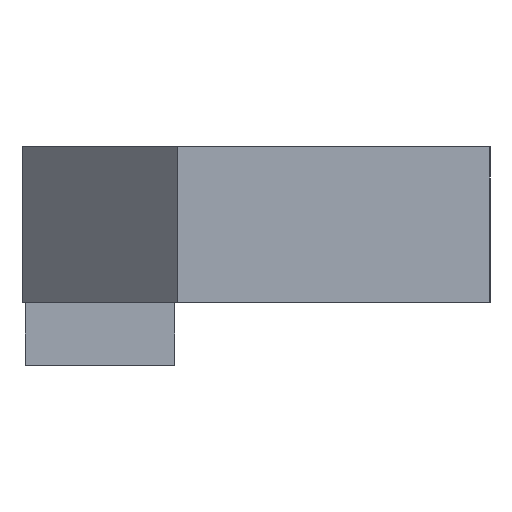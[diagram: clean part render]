
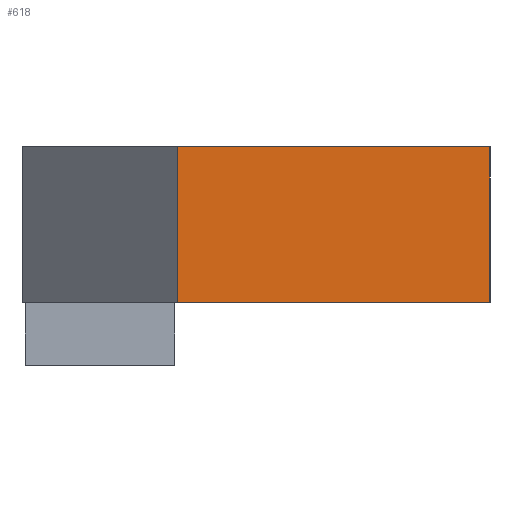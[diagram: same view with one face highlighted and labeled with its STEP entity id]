
A CAD part, left-side view. The second image highlights one B-rep face of the part: STEP entity #618.
In plain terms, the highlighted planar face has unit normal (-1, 0, 0).
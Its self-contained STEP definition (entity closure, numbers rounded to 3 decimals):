
#62 = VECTOR ( 'NONE', #250, 1000. ) ;
#120 = LINE ( 'NONE', #711, #931 ) ;
#201 = DIRECTION ( 'NONE',  ( 0., -1., 0. ) ) ;
#243 = ORIENTED_EDGE ( 'NONE', *, *, #1007, .F. ) ;
#250 = DIRECTION ( 'NONE',  ( 0., -1., 0. ) ) ;
#353 = VERTEX_POINT ( 'NONE', #454 ) ;
#388 = CARTESIAN_POINT ( 'NONE',  ( -90., 5., -2.5 ) ) ;
#454 = CARTESIAN_POINT ( 'NONE',  ( -90., -5., -2.5 ) ) ;
#479 = LINE ( 'NONE', #1057, #1054 ) ;
#487 = ORIENTED_EDGE ( 'NONE', *, *, #991, .T. ) ;
#545 = LINE ( 'NONE', #879, #796 ) ;
#587 = FACE_OUTER_BOUND ( 'NONE', #620, .T. ) ;
#602 = EDGE_CURVE ( 'NONE', #1099, #672, #989, .T. ) ;
#616 = CARTESIAN_POINT ( 'NONE',  ( -90., -5., 2.5 ) ) ;
#618 = ADVANCED_FACE ( 'NONE', ( #587 ), #764, .F. ) ;
#620 = EDGE_LOOP ( 'NONE', ( #794, #243, #891, #487 ) ) ;
#653 = DIRECTION ( 'NONE',  ( 1., 0., 0. ) ) ;
#672 = VERTEX_POINT ( 'NONE', #616 ) ;
#711 = CARTESIAN_POINT ( 'NONE',  ( -90., -5., 2.5 ) ) ;
#764 = PLANE ( 'NONE',  #929 ) ;
#794 = ORIENTED_EDGE ( 'NONE', *, *, #861, .T. ) ;
#796 = VECTOR ( 'NONE', #1030, 1000. ) ;
#842 = VERTEX_POINT ( 'NONE', #388 ) ;
#861 = EDGE_CURVE ( 'NONE', #842, #353, #479, .T. ) ;
#865 = CARTESIAN_POINT ( 'NONE',  ( -90., 5., 2.5 ) ) ;
#879 = CARTESIAN_POINT ( 'NONE',  ( -90., 5., 2.5 ) ) ;
#891 = ORIENTED_EDGE ( 'NONE', *, *, #602, .F. ) ;
#906 = CARTESIAN_POINT ( 'NONE',  ( -90., -5., 2.5 ) ) ;
#929 = AXIS2_PLACEMENT_3D ( 'NONE', #906, #653, #1098 ) ;
#931 = VECTOR ( 'NONE', #1044, 1000. ) ;
#989 = LINE ( 'NONE', #1073, #62 ) ;
#991 = EDGE_CURVE ( 'NONE', #1099, #842, #545, .T. ) ;
#1007 = EDGE_CURVE ( 'NONE', #672, #353, #120, .T. ) ;
#1030 = DIRECTION ( 'NONE',  ( 0., 0., -1. ) ) ;
#1044 = DIRECTION ( 'NONE',  ( 0., 0., -1. ) ) ;
#1054 = VECTOR ( 'NONE', #201, 1000. ) ;
#1057 = CARTESIAN_POINT ( 'NONE',  ( -90., -5., -2.5 ) ) ;
#1073 = CARTESIAN_POINT ( 'NONE',  ( -90., -5., 2.5 ) ) ;
#1098 = DIRECTION ( 'NONE',  ( 0., 0., -1. ) ) ;
#1099 = VERTEX_POINT ( 'NONE', #865 ) ;
